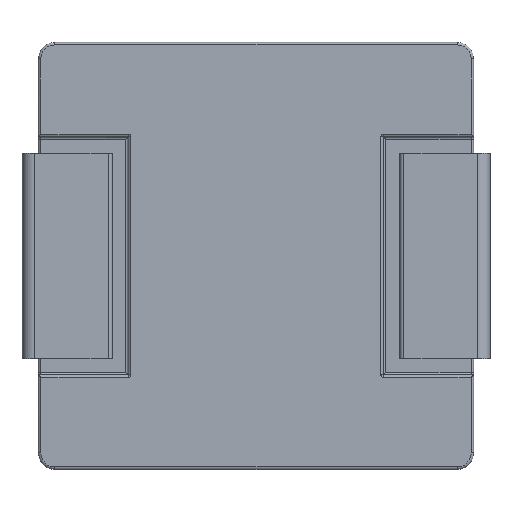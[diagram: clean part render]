
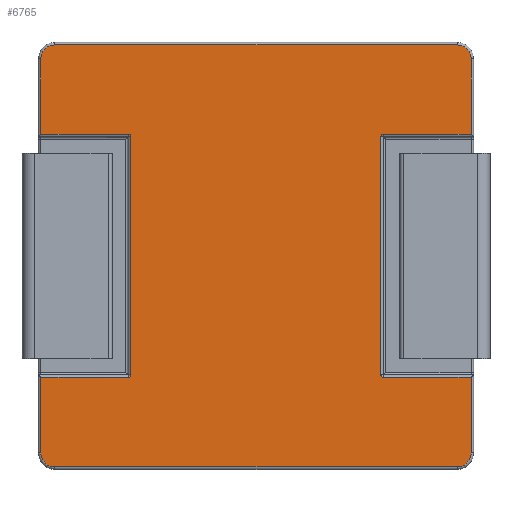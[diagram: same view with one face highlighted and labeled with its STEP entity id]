
A CAD part, top view. The second image highlights one B-rep face of the part: STEP entity #6765.
In plain terms, the highlighted planar face has unit normal (0, 0, 1).
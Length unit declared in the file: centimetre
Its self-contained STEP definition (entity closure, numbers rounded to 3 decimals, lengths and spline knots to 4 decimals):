
#460=CIRCLE('',#7121,0.003);
#461=CIRCLE('',#7122,0.003);
#462=CIRCLE('',#7123,0.017);
#463=CIRCLE('',#7124,0.017);
#464=CIRCLE('',#7125,0.003);
#465=CIRCLE('',#7126,0.003);
#466=CIRCLE('',#7127,0.017);
#467=CIRCLE('',#7128,0.017);
#1043=ORIENTED_EDGE('',*,*,#2335,.F.);
#1044=ORIENTED_EDGE('',*,*,#2336,.T.);
#1045=ORIENTED_EDGE('',*,*,#2337,.F.);
#1046=ORIENTED_EDGE('',*,*,#2338,.T.);
#1047=ORIENTED_EDGE('',*,*,#2339,.T.);
#1048=ORIENTED_EDGE('',*,*,#2340,.T.);
#1049=ORIENTED_EDGE('',*,*,#2341,.T.);
#1050=ORIENTED_EDGE('',*,*,#2342,.T.);
#1051=ORIENTED_EDGE('',*,*,#2343,.T.);
#1052=ORIENTED_EDGE('',*,*,#2344,.T.);
#1053=ORIENTED_EDGE('',*,*,#2345,.F.);
#1054=ORIENTED_EDGE('',*,*,#2346,.T.);
#1055=ORIENTED_EDGE('',*,*,#2347,.F.);
#1056=ORIENTED_EDGE('',*,*,#2348,.T.);
#1057=ORIENTED_EDGE('',*,*,#2349,.T.);
#1058=ORIENTED_EDGE('',*,*,#2350,.T.);
#1059=ORIENTED_EDGE('',*,*,#2351,.T.);
#1060=ORIENTED_EDGE('',*,*,#2352,.T.);
#1061=ORIENTED_EDGE('',*,*,#2353,.T.);
#1062=ORIENTED_EDGE('',*,*,#2354,.T.);
#2335=EDGE_CURVE('',#3012,#3013,#460,.T.);
#2336=EDGE_CURVE('',#3012,#3014,#3378,.T.);
#2337=EDGE_CURVE('',#3015,#3014,#461,.T.);
#2338=EDGE_CURVE('',#3015,#3016,#3379,.T.);
#2339=EDGE_CURVE('',#3016,#3017,#3380,.T.);
#2340=EDGE_CURVE('',#3017,#3018,#462,.T.);
#2341=EDGE_CURVE('',#3018,#3019,#3381,.T.);
#2342=EDGE_CURVE('',#3019,#3020,#463,.T.);
#2343=EDGE_CURVE('',#3020,#3021,#3382,.T.);
#2344=EDGE_CURVE('',#3021,#3022,#3383,.F.);
#2345=EDGE_CURVE('',#3023,#3022,#464,.T.);
#2346=EDGE_CURVE('',#3023,#3024,#3384,.F.);
#2347=EDGE_CURVE('',#3025,#3024,#465,.T.);
#2348=EDGE_CURVE('',#3025,#3026,#3385,.F.);
#2349=EDGE_CURVE('',#3026,#3027,#3386,.T.);
#2350=EDGE_CURVE('',#3027,#3028,#466,.T.);
#2351=EDGE_CURVE('',#3028,#3029,#3387,.T.);
#2352=EDGE_CURVE('',#3029,#3030,#467,.T.);
#2353=EDGE_CURVE('',#3030,#3031,#3388,.T.);
#2354=EDGE_CURVE('',#3031,#3013,#3389,.T.);
#3012=VERTEX_POINT('',#12038);
#3013=VERTEX_POINT('',#12039);
#3014=VERTEX_POINT('',#12041);
#3015=VERTEX_POINT('',#12043);
#3016=VERTEX_POINT('',#12045);
#3017=VERTEX_POINT('',#12047);
#3018=VERTEX_POINT('',#12049);
#3019=VERTEX_POINT('',#12051);
#3020=VERTEX_POINT('',#12053);
#3021=VERTEX_POINT('',#12055);
#3022=VERTEX_POINT('',#12057);
#3023=VERTEX_POINT('',#12059);
#3024=VERTEX_POINT('',#12061);
#3025=VERTEX_POINT('',#12063);
#3026=VERTEX_POINT('',#12065);
#3027=VERTEX_POINT('',#12067);
#3028=VERTEX_POINT('',#12069);
#3029=VERTEX_POINT('',#12071);
#3030=VERTEX_POINT('',#12073);
#3031=VERTEX_POINT('',#12075);
#3378=LINE('',#12040,#3777);
#3379=LINE('',#12044,#3778);
#3380=LINE('',#12046,#3779);
#3381=LINE('',#12050,#3780);
#3382=LINE('',#12054,#3781);
#3383=LINE('',#12056,#3782);
#3384=LINE('',#12060,#3783);
#3385=LINE('',#12064,#3784);
#3386=LINE('',#12066,#3785);
#3387=LINE('',#12070,#3786);
#3388=LINE('',#12074,#3787);
#3389=LINE('',#12076,#3788);
#3777=VECTOR('',#7773,100.);
#3778=VECTOR('',#7776,100.);
#3779=VECTOR('',#7777,100.);
#3780=VECTOR('',#7780,100.);
#3781=VECTOR('',#7783,100.);
#3782=VECTOR('',#7784,100.);
#3783=VECTOR('',#7787,100.);
#3784=VECTOR('',#7790,100.);
#3785=VECTOR('',#7791,100.);
#3786=VECTOR('',#7794,100.);
#3787=VECTOR('',#7797,100.);
#3788=VECTOR('',#7798,100.);
#4107=EDGE_LOOP('',(#1043,#1044,#1045,#1046,#1047,#1048,#1049,#1050,#1051,
#1052,#1053,#1054,#1055,#1056,#1057,#1058,#1059,#1060,#1061,#1062));
#4406=FACE_BOUND('',#4107,.T.);
#4646=PLANE('',#7120);
#6765=ADVANCED_FACE('',(#4406),#4646,.T.);
#7120=AXIS2_PLACEMENT_3D('',#12036,#7769,#7770);
#7121=AXIS2_PLACEMENT_3D('',#12037,#7771,#7772);
#7122=AXIS2_PLACEMENT_3D('',#12042,#7774,#7775);
#7123=AXIS2_PLACEMENT_3D('',#12048,#7778,#7779);
#7124=AXIS2_PLACEMENT_3D('',#12052,#7781,#7782);
#7125=AXIS2_PLACEMENT_3D('',#12058,#7785,#7786);
#7126=AXIS2_PLACEMENT_3D('',#12062,#7788,#7789);
#7127=AXIS2_PLACEMENT_3D('',#12068,#7792,#7793);
#7128=AXIS2_PLACEMENT_3D('',#12072,#7795,#7796);
#7769=DIRECTION('',(0.,0.,1.));
#7770=DIRECTION('',(1.,0.,0.));
#7771=DIRECTION('',(0.,0.,1.));
#7772=DIRECTION('',(1.,0.,0.));
#7773=DIRECTION('',(0.,-1.,0.));
#7774=DIRECTION('',(0.,0.,1.));
#7775=DIRECTION('',(1.,0.,0.));
#7776=DIRECTION('',(-1.,0.,0.));
#7777=DIRECTION('',(0.,-1.,0.));
#7778=DIRECTION('',(0.,0.,1.));
#7779=DIRECTION('',(1.,0.,0.));
#7780=DIRECTION('',(1.,0.,0.));
#7781=DIRECTION('',(0.,0.,1.));
#7782=DIRECTION('',(1.,0.,0.));
#7783=DIRECTION('',(0.,1.,0.));
#7784=DIRECTION('',(1.,0.,0.));
#7785=DIRECTION('',(0.,0.,1.));
#7786=DIRECTION('',(1.,0.,0.));
#7787=DIRECTION('',(0.,-1.,0.));
#7788=DIRECTION('',(0.,0.,1.));
#7789=DIRECTION('',(1.,0.,0.));
#7790=DIRECTION('',(-1.,0.,0.));
#7791=DIRECTION('',(0.,1.,0.));
#7792=DIRECTION('',(0.,0.,1.));
#7793=DIRECTION('',(1.,0.,0.));
#7794=DIRECTION('',(-1.,0.,0.));
#7795=DIRECTION('',(0.,0.,1.));
#7796=DIRECTION('',(1.,0.,0.));
#7797=DIRECTION('',(0.,-1.,0.));
#7798=DIRECTION('',(1.,0.,0.));
#12036=CARTESIAN_POINT('',(-0.245,-0.24,0.09));
#12037=CARTESIAN_POINT('',(-0.1553,0.145,0.09));
#12038=CARTESIAN_POINT('',(-0.1523,0.145,0.09));
#12039=CARTESIAN_POINT('',(-0.1553,0.148,0.09));
#12040=CARTESIAN_POINT('',(-0.1523,-0.24,0.09));
#12041=CARTESIAN_POINT('',(-0.1523,-0.145,0.09));
#12042=CARTESIAN_POINT('',(-0.1553,-0.145,0.09));
#12043=CARTESIAN_POINT('',(-0.1553,-0.148,0.09));
#12044=CARTESIAN_POINT('',(-0.245,-0.148,0.09));
#12045=CARTESIAN_POINT('',(-0.262,-0.148,0.09));
#12046=CARTESIAN_POINT('',(-0.262,-0.24,0.09));
#12047=CARTESIAN_POINT('',(-0.262,-0.24,0.09));
#12048=CARTESIAN_POINT('',(-0.245,-0.24,0.09));
#12049=CARTESIAN_POINT('',(-0.245,-0.257,0.09));
#12050=CARTESIAN_POINT('',(-0.245,-0.257,0.09));
#12051=CARTESIAN_POINT('',(0.245,-0.257,0.09));
#12052=CARTESIAN_POINT('',(0.245,-0.24,0.09));
#12053=CARTESIAN_POINT('',(0.262,-0.24,0.09));
#12054=CARTESIAN_POINT('',(0.262,-0.24,0.09));
#12055=CARTESIAN_POINT('',(0.262,-0.148,0.09));
#12056=CARTESIAN_POINT('',(0.1551,-0.148,0.09));
#12057=CARTESIAN_POINT('',(0.1551,-0.148,0.09));
#12058=CARTESIAN_POINT('',(0.1551,-0.145,0.09));
#12059=CARTESIAN_POINT('',(0.1521,-0.145,0.09));
#12060=CARTESIAN_POINT('',(0.1521,0.145,0.09));
#12061=CARTESIAN_POINT('',(0.1521,0.145,0.09));
#12062=CARTESIAN_POINT('',(0.1551,0.145,0.09));
#12063=CARTESIAN_POINT('',(0.1551,0.148,0.09));
#12064=CARTESIAN_POINT('',(0.265,0.148,0.09));
#12065=CARTESIAN_POINT('',(0.262,0.148,0.09));
#12066=CARTESIAN_POINT('',(0.262,-0.24,0.09));
#12067=CARTESIAN_POINT('',(0.262,0.24,0.09));
#12068=CARTESIAN_POINT('',(0.245,0.24,0.09));
#12069=CARTESIAN_POINT('',(0.245,0.257,0.09));
#12070=CARTESIAN_POINT('',(-0.245,0.257,0.09));
#12071=CARTESIAN_POINT('',(-0.245,0.257,0.09));
#12072=CARTESIAN_POINT('',(-0.245,0.24,0.09));
#12073=CARTESIAN_POINT('',(-0.262,0.24,0.09));
#12074=CARTESIAN_POINT('',(-0.262,-0.24,0.09));
#12075=CARTESIAN_POINT('',(-0.262,0.148,0.09));
#12076=CARTESIAN_POINT('',(-0.245,0.148,0.09));
